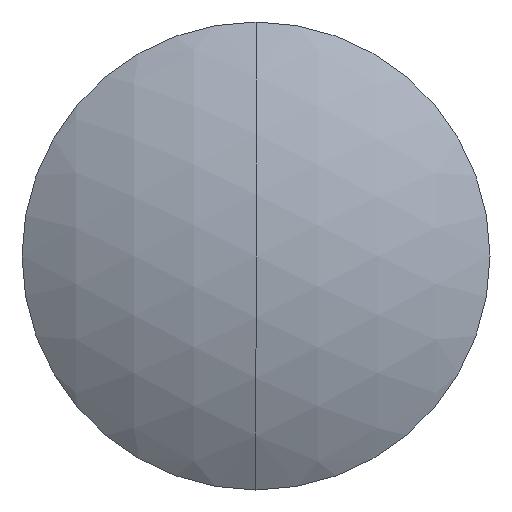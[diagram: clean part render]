
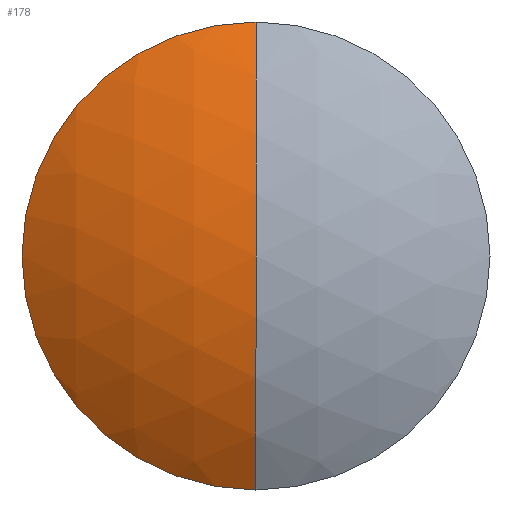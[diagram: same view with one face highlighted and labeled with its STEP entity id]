
A CAD part, left-side view. The second image highlights one B-rep face of the part: STEP entity #178.
In plain terms, the highlighted spherical face has radius 22.94 mm.
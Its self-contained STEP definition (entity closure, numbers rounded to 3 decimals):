
#7 = AXIS2_PLACEMENT_3D ( 'NONE', #257, #92, #170 ) ;
#14 = DIRECTION ( 'NONE',  ( 0., 0., 1. ) ) ;
#41 = CIRCLE ( 'NONE', #206, 22.94 ) ;
#50 = CARTESIAN_POINT ( 'NONE',  ( 34.7, 0., 12.7 ) ) ;
#63 = CARTESIAN_POINT ( 'NONE',  ( 34.7, 0., 0. ) ) ;
#76 = EDGE_CURVE ( 'NONE', #316, #196, #284, .T. ) ;
#79 = ORIENTED_EDGE ( 'NONE', *, *, #119, .F. ) ;
#92 = DIRECTION ( 'NONE',  ( 0., 1., 0. ) ) ;
#107 = VERTEX_POINT ( 'NONE', #273 ) ;
#116 = CARTESIAN_POINT ( 'NONE',  ( 34.7, 0., -12.7 ) ) ;
#119 = EDGE_CURVE ( 'NONE', #316, #107, #41, .T. ) ;
#131 = EDGE_CURVE ( 'NONE', #196, #107, #267, .T. ) ;
#145 = DIRECTION ( 'NONE',  ( -1., 0., 0. ) ) ;
#149 = DIRECTION ( 'NONE',  ( 0., 1., 0. ) ) ;
#156 = AXIS2_PLACEMENT_3D ( 'NONE', #63, #145, #302 ) ;
#162 = ORIENTED_EDGE ( 'NONE', *, *, #76, .T. ) ;
#170 = DIRECTION ( 'NONE',  ( 0., 0., 1. ) ) ;
#178 = ADVANCED_FACE ( 'NONE', ( #249 ), #322, .T. ) ;
#196 = VERTEX_POINT ( 'NONE', #116 ) ;
#206 = AXIS2_PLACEMENT_3D ( 'NONE', #299, #279, #328 ) ;
#211 = EDGE_LOOP ( 'NONE', ( #162, #216, #79 ) ) ;
#216 = ORIENTED_EDGE ( 'NONE', *, *, #131, .T. ) ;
#249 = FACE_OUTER_BOUND ( 'NONE', #211, .T. ) ;
#257 = CARTESIAN_POINT ( 'NONE',  ( 53.804, 0., 0. ) ) ;
#267 = CIRCLE ( 'NONE', #294, 22.94 ) ;
#273 = CARTESIAN_POINT ( 'NONE',  ( 30.864, 0., 0. ) ) ;
#279 = DIRECTION ( 'NONE',  ( 0., -1., 0. ) ) ;
#284 = CIRCLE ( 'NONE', #156, 12.7 ) ;
#294 = AXIS2_PLACEMENT_3D ( 'NONE', #312, #149, #14 ) ;
#299 = CARTESIAN_POINT ( 'NONE',  ( 53.804, 0., 0. ) ) ;
#302 = DIRECTION ( 'NONE',  ( 0., 0., 1. ) ) ;
#312 = CARTESIAN_POINT ( 'NONE',  ( 53.804, 0., 0. ) ) ;
#316 = VERTEX_POINT ( 'NONE', #50 ) ;
#322 = SPHERICAL_SURFACE ( 'NONE', #7, 22.94 ) ;
#328 = DIRECTION ( 'NONE',  ( 0., 0., -1. ) ) ;
